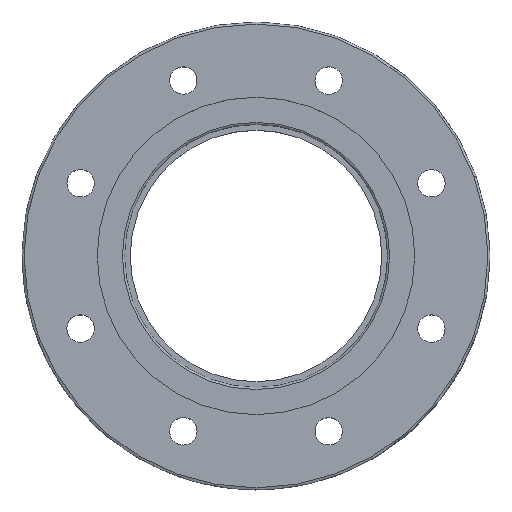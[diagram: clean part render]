
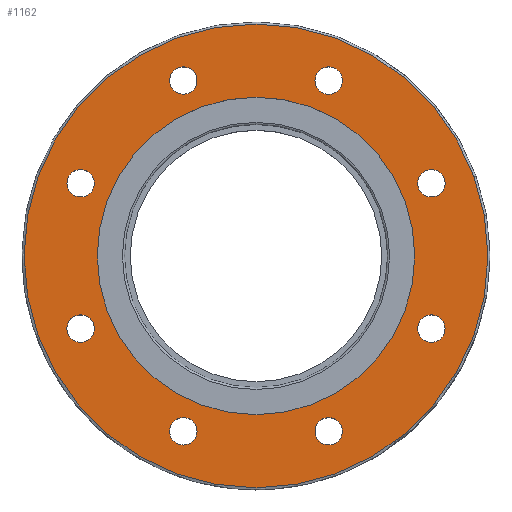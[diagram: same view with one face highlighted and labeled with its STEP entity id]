
A CAD part, top view. The second image highlights one B-rep face of the part: STEP entity #1162.
In plain terms, the highlighted planar face has unit normal (0, 0, 1).
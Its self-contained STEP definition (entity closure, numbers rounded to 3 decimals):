
#183=CARTESIAN_POINT('',(44.895,15.273,17.5));
#184=VERTEX_POINT('',#183);
#185=CARTESIAN_POINT('',(42.545,17.623,17.5));
#186=DIRECTION('',(0.0,0.0,-1.0));
#187=DIRECTION('',(0.707,-0.707,0.0));
#188=AXIS2_PLACEMENT_3D('',#185,#186,#187);
#189=CIRCLE('',#188,3.324);
#190=EDGE_CURVE('',#184,#184,#189,.T.);
#232=CARTESIAN_POINT('',(42.545,-20.946,17.5));
#233=VERTEX_POINT('',#232);
#234=CARTESIAN_POINT('',(42.545,-17.623,17.5));
#235=DIRECTION('',(0.0,0.0,-1.0));
#236=DIRECTION('',(0.0,-1.0,0.0));
#237=AXIS2_PLACEMENT_3D('',#234,#235,#236);
#238=CIRCLE('',#237,3.324);
#239=EDGE_CURVE('',#233,#233,#238,.T.);
#281=CARTESIAN_POINT('',(15.273,-44.895,17.5));
#282=VERTEX_POINT('',#281);
#283=CARTESIAN_POINT('',(17.623,-42.545,17.5));
#284=DIRECTION('',(0.0,0.0,-1.0));
#285=DIRECTION('',(-0.707,-0.707,0.0));
#286=AXIS2_PLACEMENT_3D('',#283,#284,#285);
#287=CIRCLE('',#286,3.324);
#288=EDGE_CURVE('',#282,#282,#287,.T.);
#330=CARTESIAN_POINT('',(-20.946,-42.545,17.5));
#331=VERTEX_POINT('',#330);
#332=CARTESIAN_POINT('',(-17.623,-42.545,17.5));
#333=DIRECTION('',(0.0,0.0,-1.0));
#334=DIRECTION('',(-1.0,0.0,0.0));
#335=AXIS2_PLACEMENT_3D('',#332,#333,#334);
#336=CIRCLE('',#335,3.324);
#337=EDGE_CURVE('',#331,#331,#336,.T.);
#379=CARTESIAN_POINT('',(-44.895,-15.273,17.5));
#380=VERTEX_POINT('',#379);
#381=CARTESIAN_POINT('',(-42.545,-17.623,17.5));
#382=DIRECTION('',(0.0,0.0,-1.0));
#383=DIRECTION('',(-0.707,0.707,0.0));
#384=AXIS2_PLACEMENT_3D('',#381,#382,#383);
#385=CIRCLE('',#384,3.324);
#386=EDGE_CURVE('',#380,#380,#385,.T.);
#428=CARTESIAN_POINT('',(-42.545,20.946,17.5));
#429=VERTEX_POINT('',#428);
#430=CARTESIAN_POINT('',(-42.545,17.623,17.5));
#431=DIRECTION('',(0.0,0.0,-1.0));
#432=DIRECTION('',(0.0,1.0,0.0));
#433=AXIS2_PLACEMENT_3D('',#430,#431,#432);
#434=CIRCLE('',#433,3.324);
#435=EDGE_CURVE('',#429,#429,#434,.T.);
#477=CARTESIAN_POINT('',(-15.273,44.895,17.5));
#478=VERTEX_POINT('',#477);
#479=CARTESIAN_POINT('',(-17.623,42.545,17.5));
#480=DIRECTION('',(0.0,0.0,-1.0));
#481=DIRECTION('',(0.707,0.707,0.0));
#482=AXIS2_PLACEMENT_3D('',#479,#480,#481);
#483=CIRCLE('',#482,3.324);
#484=EDGE_CURVE('',#478,#478,#483,.T.);
#526=CARTESIAN_POINT('',(20.946,42.545,17.5));
#527=VERTEX_POINT('',#526);
#528=CARTESIAN_POINT('',(17.623,42.545,17.5));
#529=DIRECTION('',(0.0,0.0,-1.0));
#530=DIRECTION('',(1.0,0.0,0.0));
#531=AXIS2_PLACEMENT_3D('',#528,#529,#530);
#532=CIRCLE('',#531,3.324);
#533=EDGE_CURVE('',#527,#527,#532,.T.);
#1092=CARTESIAN_POINT('',(38.5,0.,17.5));
#1093=VERTEX_POINT('',#1092);
#1094=CARTESIAN_POINT('',(0.0,0.0,17.5));
#1095=DIRECTION('',(0.0,0.0,-1.0));
#1096=DIRECTION('',(-1.0,0.0,0.0));
#1097=AXIS2_PLACEMENT_3D('',#1094,#1095,#1096);
#1098=CIRCLE('',#1097,38.5);
#1099=EDGE_CURVE('',#1093,#1093,#1098,.T.);
#1112=CARTESIAN_POINT('',(56.25,0.,17.5));
#1113=VERTEX_POINT('',#1112);
#1114=CARTESIAN_POINT('',(0.0,0.0,17.5));
#1115=DIRECTION('',(0.0,0.0,-1.0));
#1116=DIRECTION('',(-1.0,0.0,0.0));
#1117=AXIS2_PLACEMENT_3D('',#1114,#1115,#1116);
#1118=CIRCLE('',#1117,56.25);
#1119=EDGE_CURVE('',#1113,#1113,#1118,.T.);
#1127=CARTESIAN_POINT('',(0.0,0.0,17.5));
#1128=DIRECTION('',(0.0,0.0,-1.0));
#1129=DIRECTION('',(-1.0,0.0,0.0));
#1130=AXIS2_PLACEMENT_3D('',#1127,#1128,#1129);
#1131=PLANE('',#1130);
#1132=ORIENTED_EDGE('',*,*,#1119,.F.);
#1133=EDGE_LOOP('',(#1132));
#1134=FACE_OUTER_BOUND('',#1133,.T.);
#1135=ORIENTED_EDGE('',*,*,#190,.T.);
#1136=EDGE_LOOP('',(#1135));
#1137=FACE_BOUND('',#1136,.T.);
#1138=ORIENTED_EDGE('',*,*,#239,.T.);
#1139=EDGE_LOOP('',(#1138));
#1140=FACE_BOUND('',#1139,.T.);
#1141=ORIENTED_EDGE('',*,*,#288,.T.);
#1142=EDGE_LOOP('',(#1141));
#1143=FACE_BOUND('',#1142,.T.);
#1144=ORIENTED_EDGE('',*,*,#337,.T.);
#1145=EDGE_LOOP('',(#1144));
#1146=FACE_BOUND('',#1145,.T.);
#1147=ORIENTED_EDGE('',*,*,#386,.T.);
#1148=EDGE_LOOP('',(#1147));
#1149=FACE_BOUND('',#1148,.T.);
#1150=ORIENTED_EDGE('',*,*,#435,.T.);
#1151=EDGE_LOOP('',(#1150));
#1152=FACE_BOUND('',#1151,.T.);
#1153=ORIENTED_EDGE('',*,*,#484,.T.);
#1154=EDGE_LOOP('',(#1153));
#1155=FACE_BOUND('',#1154,.T.);
#1156=ORIENTED_EDGE('',*,*,#533,.T.);
#1157=EDGE_LOOP('',(#1156));
#1158=FACE_BOUND('',#1157,.T.);
#1159=ORIENTED_EDGE('',*,*,#1099,.T.);
#1160=EDGE_LOOP('',(#1159));
#1161=FACE_BOUND('',#1160,.T.);
#1162=ADVANCED_FACE('',(#1134,#1137,#1140,#1143,#1146,#1149,#1152,#1155,#1158,#1161),#1131,.F.);
